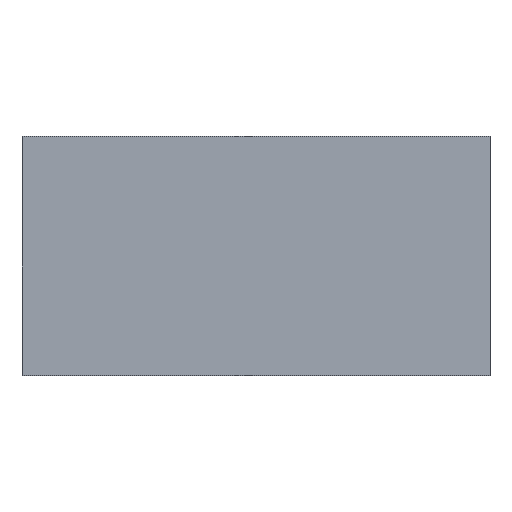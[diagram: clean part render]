
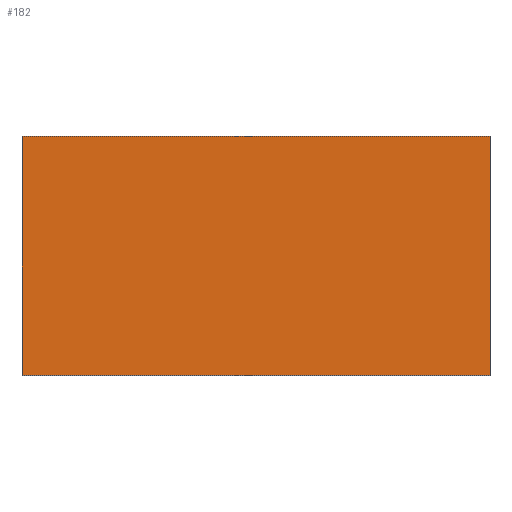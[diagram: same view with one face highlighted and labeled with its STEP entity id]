
A CAD part, top view. The second image highlights one B-rep face of the part: STEP entity #182.
In plain terms, the highlighted planar face has unit normal (0, 0, 1).
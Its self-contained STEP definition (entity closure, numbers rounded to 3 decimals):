
#19 = LINE ( 'NONE', #22, #228 ) ;
#22 = CARTESIAN_POINT ( 'NONE',  ( 0., 12., 2.5 ) ) ;
#25 = EDGE_CURVE ( 'NONE', #219, #93, #19, .T. ) ;
#30 = CARTESIAN_POINT ( 'NONE',  ( 0., 0., 2.5 ) ) ;
#39 = VECTOR ( 'NONE', #76, 1000. ) ;
#43 = CARTESIAN_POINT ( 'NONE',  ( 23.5, 12., 2.5 ) ) ;
#67 = EDGE_LOOP ( 'NONE', ( #175, #194, #126, #75 ) ) ;
#75 = ORIENTED_EDGE ( 'NONE', *, *, #25, .T. ) ;
#76 = DIRECTION ( 'NONE',  ( 0., -1., 0. ) ) ;
#82 = DIRECTION ( 'NONE',  ( 1., 0., 0. ) ) ;
#83 = DIRECTION ( 'NONE',  ( -1., 0., 0. ) ) ;
#84 = PLANE ( 'NONE',  #216 ) ;
#93 = VERTEX_POINT ( 'NONE', #97 ) ;
#97 = CARTESIAN_POINT ( 'NONE',  ( 0., 12., 2.5 ) ) ;
#100 = CARTESIAN_POINT ( 'NONE',  ( 0., 0., 2.5 ) ) ;
#111 = EDGE_CURVE ( 'NONE', #158, #219, #112, .T. ) ;
#112 = LINE ( 'NONE', #185, #143 ) ;
#116 = EDGE_CURVE ( 'NONE', #93, #147, #204, .T. ) ;
#126 = ORIENTED_EDGE ( 'NONE', *, *, #111, .T. ) ;
#136 = FACE_OUTER_BOUND ( 'NONE', #67, .T. ) ;
#143 = VECTOR ( 'NONE', #154, 1000. ) ;
#147 = VERTEX_POINT ( 'NONE', #30 ) ;
#154 = DIRECTION ( 'NONE',  ( 0., 1., 0. ) ) ;
#158 = VERTEX_POINT ( 'NONE', #188 ) ;
#160 = DIRECTION ( 'NONE',  ( -1., 0., 0. ) ) ;
#164 = CARTESIAN_POINT ( 'NONE',  ( 0., 0., 2.5 ) ) ;
#169 = DIRECTION ( 'NONE',  ( 0., 0., -1. ) ) ;
#175 = ORIENTED_EDGE ( 'NONE', *, *, #116, .T. ) ;
#177 = VECTOR ( 'NONE', #82, 1000. ) ;
#182 = ADVANCED_FACE ( 'NONE', ( #136 ), #84, .F. ) ;
#185 = CARTESIAN_POINT ( 'NONE',  ( 23.5, 0., 2.5 ) ) ;
#188 = CARTESIAN_POINT ( 'NONE',  ( 23.5, 0., 2.5 ) ) ;
#194 = ORIENTED_EDGE ( 'NONE', *, *, #213, .T. ) ;
#204 = LINE ( 'NONE', #164, #39 ) ;
#212 = LINE ( 'NONE', #229, #177 ) ;
#213 = EDGE_CURVE ( 'NONE', #147, #158, #212, .T. ) ;
#216 = AXIS2_PLACEMENT_3D ( 'NONE', #100, #169, #83 ) ;
#219 = VERTEX_POINT ( 'NONE', #43 ) ;
#228 = VECTOR ( 'NONE', #160, 1000. ) ;
#229 = CARTESIAN_POINT ( 'NONE',  ( 0., 0., 2.5 ) ) ;
